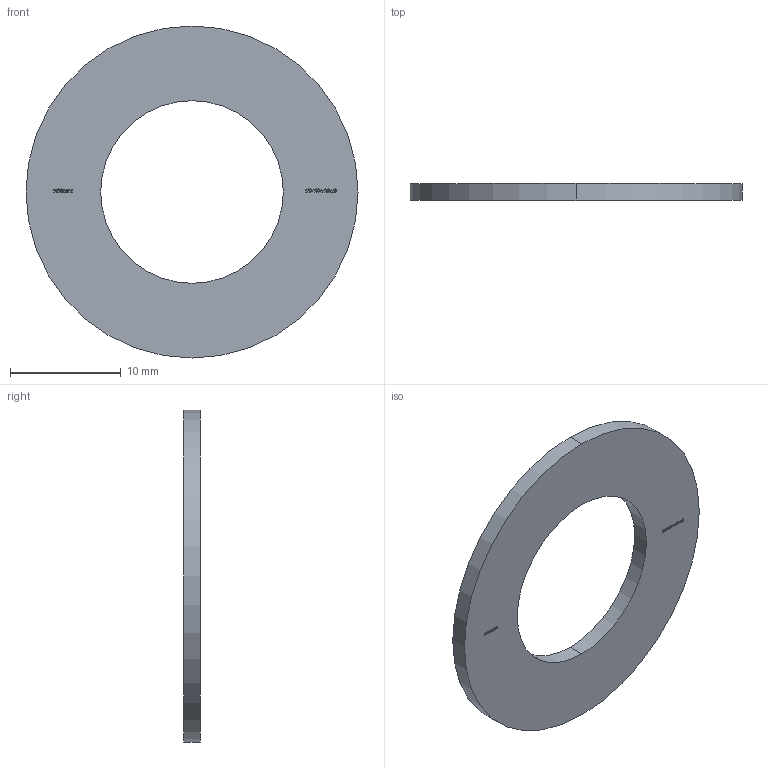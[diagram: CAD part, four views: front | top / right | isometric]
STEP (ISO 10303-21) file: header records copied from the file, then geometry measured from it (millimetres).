
FILE_DESCRIPTION (( 'STEP AP203' ), '1' );
FILE_NAME ('120-130-M20-MS.step', '2019-05-27T06:21:40', ( '' ), ( '' ), 'SwSTEP 2.0', 'SolidWorks 2015', '' );
FILE_SCHEMA (( 'CONFIG_CONTROL_DESIGN' ));
Length unit declared in the file: millimetre
Products named in the file (1): 120-130-M20-MS
Bounding box: 30 x 1.5 x 30 mm (x, y, z)
Volume: 739.5 mm3; surface area: 1207.6 mm2
Topology: 1 solids, 1 shells, 271 faces, 723 edges, 482 vertices
Faces by surface type: plane 151, bspline 116, cylinder 4
Entity records: 14882 total; most frequent: CARTESIAN_POINT 8825, ORIENTED_EDGE 1446, DIRECTION 811, EDGE_CURVE 723, LINE 483, VECTOR 483, VERTEX_POINT 482, EDGE_LOOP 301
